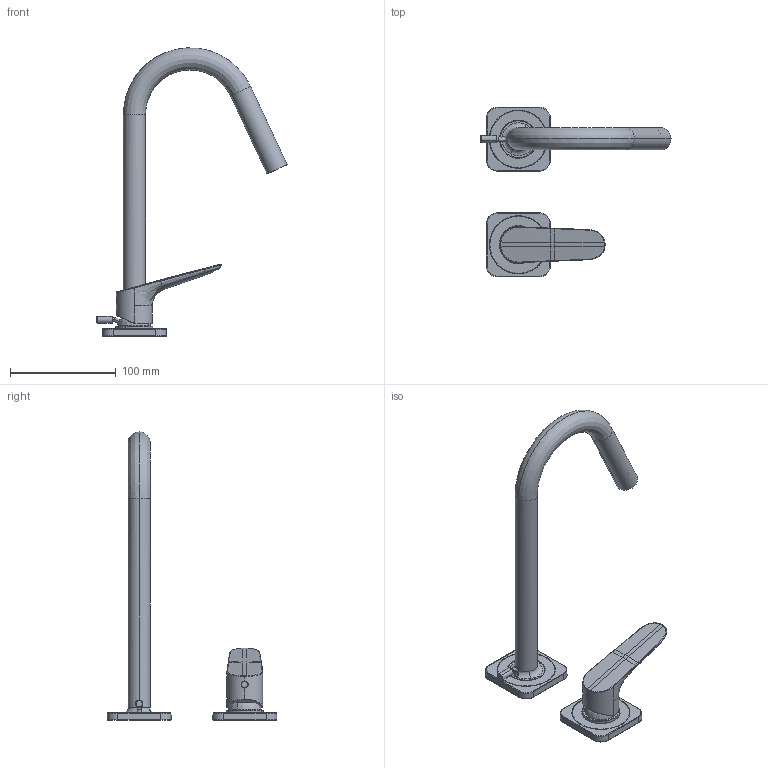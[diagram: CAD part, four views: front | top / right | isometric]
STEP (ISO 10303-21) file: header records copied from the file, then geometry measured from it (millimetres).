
FILE_DESCRIPTION(('CAx-IF Rec.Pracs.---Model Styling and Organization---1.2---2011-12-15','CAx-IF Rec.Pracs.---Geometric and Assembly Validation Properties---4.1---2014-06-16','CAx-IF Rec.Pracs.---PMI Polyline Presentation---2.0---2013-05-24'),'2;1');
FILE_NAME('1000117033_PPR_000.stp','2017-06-23T05:48:43+02:00',(''),(''),'STEP Interface 4.0.1101 by CT CoreTechnologie','3D_Evolution4.0.1101 by CT CoreTechnologie','');
FILE_SCHEMA(('AP203_CONFIGURATION_CONTROLLED_3D_DESIGN_OF_MECHANICAL_PARTS_AND_ASSEMBLIES_MIM_LF'));
Length unit declared in the file: millimetre
Products named in the file (17): P_2 2L_WTM_SM Axor Citterio M 1000117033_PPR_000_A0; P_2 Auslauf kpl WTA SM Citterio 1000106687_PPR_000_A0; P_2 Auslauf 3L WTA_Citterio_Basic 1000106681_PPA_000_A0; P_2 Perlatorsitz_Citterio 1000106685_PPA_000_A0; P_2 Befestigungsteil Stand Citterio 1000106686_PPA_000_A0; SR_CA-M16,5x1_HC_1,5gpm-air_gruen-weiss 1000041852_PPR_000_A0; SR_CA-M16,5x1_HC_1,5gpm-air_gruen-weiss 1000041853_PPA_000_A0; Gewindestift DIN914-M4x5-A1 1000003997_PPA_000_A0; P_2 Zugstange D4_3L-WTA_BDA-SM AX Citt 1000106691_PPR_000_A0; P_2 Zugknopf  D4 3L_WTA Citterio 1000106688_PPA_000_A0; P_2 Zugstange D4 (370x17mm, 90°) EB15mm 1000106690_PPA_000_A0; P_2 Abdeckrosette_3L_WTA_Citterio_Basic 1000083554_PPA_000_A0; P_2 Griff WTM Citterio Basic 1000101950_PPA_000_A0; Griffstopfen WTM Uno Piccolo 1000000801_PPA_000_A0; P_2 Rosette WTM Citterio Basic 1000073645_PPA_000_A0; P_2 Abdeckrosette 2L-WTM Axor Citterio M 1000117034_PPA_000_A0; P_2 Ventilmutter Axor Citterio M 1000117035_PPA_000_A0
Assembly tree (16 placements, depth 3):
  P_2 2L_WTM_SM Axor Citterio M 1000117033_PPR_000_A0
    P_2 Auslauf kpl WTA SM Citterio 1000106687_PPR_000_A0
      P_2 Auslauf 3L WTA_Citterio_Basic 1000106681_PPA_000_A0
      P_2 Perlatorsitz_Citterio 1000106685_PPA_000_A0
      P_2 Befestigungsteil Stand Citterio 1000106686_PPA_000_A0
    SR_CA-M16,5x1_HC_1,5gpm-air_gruen-weiss 1000041852_PPR_000_A0
      SR_CA-M16,5x1_HC_1,5gpm-air_gruen-weiss 1000041853_PPA_000_A0
    Gewindestift DIN914-M4x5-A1 1000003997_PPA_000_A0
    P_2 Zugstange D4_3L-WTA_BDA-SM AX Citt 1000106691_PPR_000_A0
      P_2 Zugknopf  D4 3L_WTA Citterio 1000106688_PPA_000_A0
      P_2 Zugstange D4 (370x17mm, 90°) EB15mm 1000106690_PPA_000_A0
    P_2 Abdeckrosette_3L_WTA_Citterio_Basic 1000083554_PPA_000_A0
    P_2 Griff WTM Citterio Basic 1000101950_PPA_000_A0
    Griffstopfen WTM Uno Piccolo 1000000801_PPA_000_A0
    P_2 Rosette WTM Citterio Basic 1000073645_PPA_000_A0
    P_2 Abdeckrosette 2L-WTM Axor Citterio M 1000117034_PPA_000_A0
    P_2 Ventilmutter Axor Citterio M 1000117035_PPA_000_A0
Bounding box: 180.02 x 160.47 x 272.92 mm (x, y, z)
Volume: 245817.3 mm3; surface area: 71909.9 mm2
Topology: 15 solids, 15 shells, 904 faces, 2218 edges, 1408 vertices
Faces by surface type: plane 598, bspline 177, cylinder 129
Entity records: 45806 total; most frequent: CARTESIAN_POINT 14108, ORIENTED_EDGE 4428, DIRECTION 4225, EDGE_CURVE 2214, VECTOR 1587, LINE 1587, VERTEX_POINT 1408, AXIS2_PLACEMENT_3D 1319
